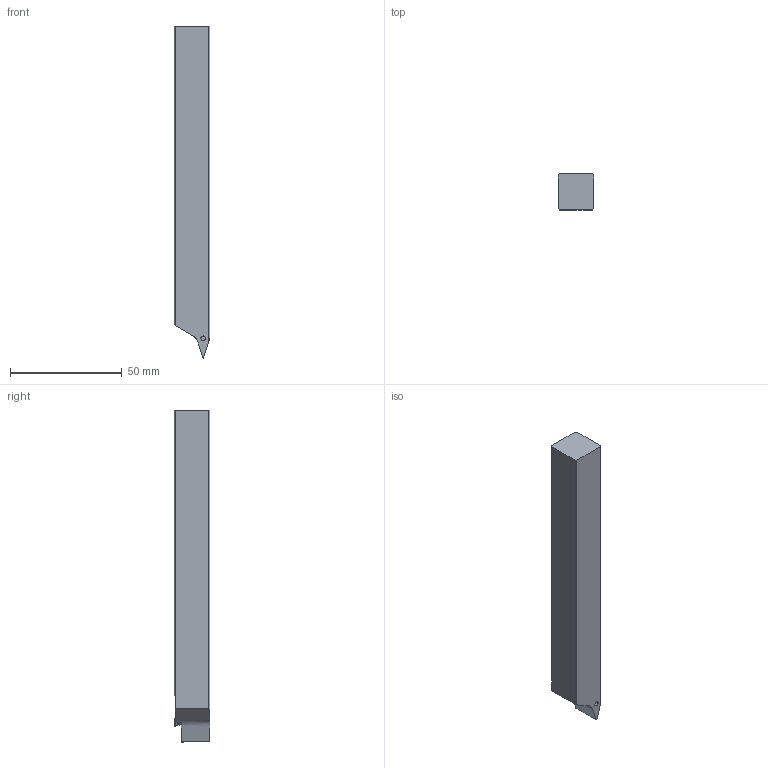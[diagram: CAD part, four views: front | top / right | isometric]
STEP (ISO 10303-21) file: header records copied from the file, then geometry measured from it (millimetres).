
FILE_DESCRIPTION(/* description */ (''),/* implementation_level */ '2;1');
FILE_NAME(/* name */ 'SVVBL1616M11-SM.stp',/* time_stamp */ '2021-12-22T09:37:56+09:00',/* author */ (''),/* organization */ (''),/* preprocessor_version */ 'ST-DEVELOPER v16',/* originating_system */ 'SIEMENS PLM Software NX 10.0',/* authorisation */ '');
FILE_SCHEMA (('AUTOMOTIVE_DESIGN { 1 0 10303 214 3 1 1 1 }'));
Length unit declared in the file: millimetre
Products named in the file (1): SVVBL1616M11-SM_ASM
Bounding box: 16 x 16.04 x 148.74 mm (x, y, z)
Volume: 35409.8 mm3; surface area: 9595.8 mm2
Topology: 2 solids, 2 shells, 65 faces, 183 edges, 125 vertices
Faces by surface type: cylinder 26, plane 25, cone 10, torus 2, bspline 2
Entity records: 2532 total; most frequent: CARTESIAN_POINT 721, DIRECTION 370, ORIENTED_EDGE 362, EDGE_CURVE 181, AXIS2_PLACEMENT_3D 139, VERTEX_POINT 122, LINE 92, VECTOR 92
